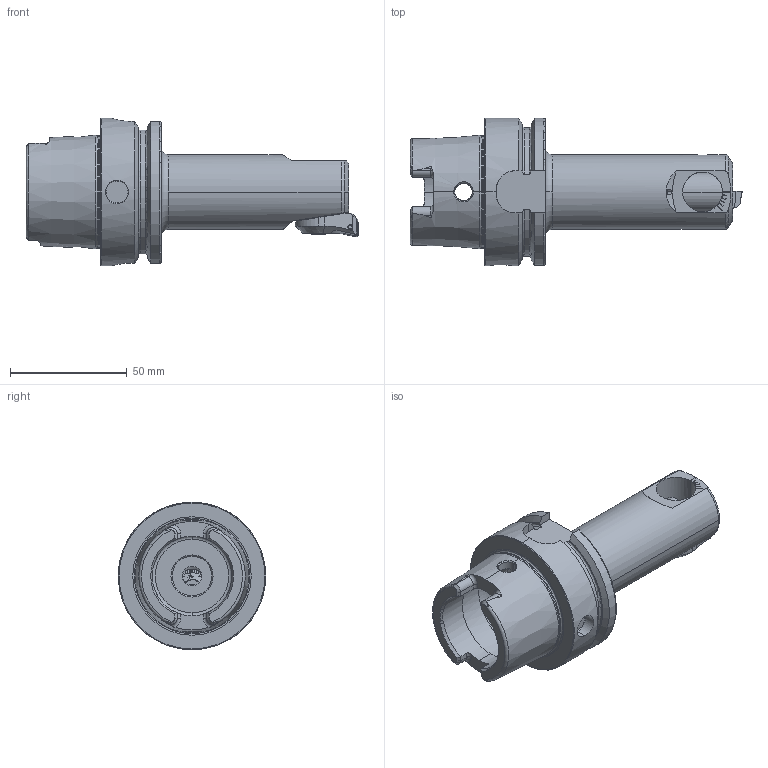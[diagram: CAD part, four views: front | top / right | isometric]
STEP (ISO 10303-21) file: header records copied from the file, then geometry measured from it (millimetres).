
FILE_DESCRIPTION (( 'STEP AP203' ), '1' );
FILE_NAME ('HA6.F32.K22.110.STEP', '2024-08-20T13:22:53', ( '' ), ( '' ), 'SwSTEP 2.0', 'SolidWorks 2022', '' );
FILE_SCHEMA (( 'CONFIG_CONTROL_DESIGN' ));
Length unit declared in the file: millimetre
Products named in the file (15): F32-BG2.017.004_A; F32-BG2.014.012_A; HA6.F32.K22.110; CCMT060204; HA6-F32.K20.110_B_Fertigbearbeitung; F32-BG1.010.006_A; F32-WCA.001.007; F32-ER1.101.010_A; F32-BG1.002.017_B; DIN 3771 - 15x1; F32; WCA-ER2.001.006_A; F32-WCA.001.007_C_fertigbearbeitet; F32-BG2.017.003_A; F32-BG2.009.012_A
Assembly tree (14 placements, depth 3):
  HA6.F32.K22.110
    HA6-F32.K20.110_B_Fertigbearbeitung
    F32-WCA.001.007
      F32-WCA.001.007_C_fertigbearbeitet
      CCMT060204
      WCA-ER2.001.006_A
    F32-ER1.101.010_A
    F32
      F32-BG1.002.017_B
      F32-BG2.014.012_A
      DIN 3771 - 15x1
      F32-BG2.017.003_A
      F32-BG2.017.004_A
      F32-BG2.009.012_A
      F32-BG1.010.006_A
Bounding box: 141.9 x 63 x 63 mm (x, y, z)
Volume: 140323.4 mm3; surface area: 39775.3 mm2
Topology: 12 solids, 12 shells, 847 faces, 2239 edges, 1417 vertices
Faces by surface type: plane 342, cone 193, cylinder 173, torus 78, bspline 59, sphere 2
Entity records: 31917 total; most frequent: CARTESIAN_POINT 10579, ORIENTED_EDGE 4450, DIRECTION 3728, EDGE_CURVE 2225, AXIS2_PLACEMENT_3D 1454, VERTEX_POINT 1417, EDGE_LOOP 896, FACE_OUTER_BOUND 847
